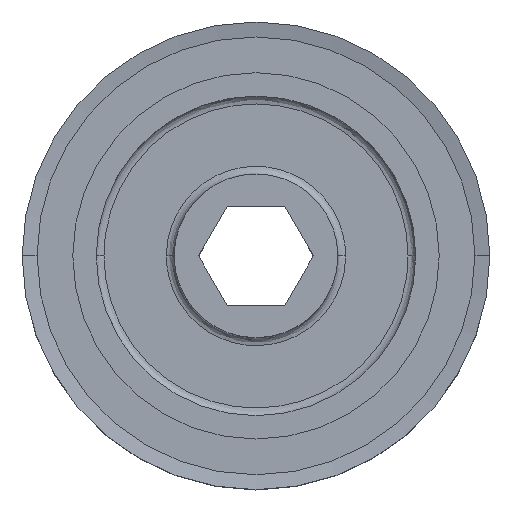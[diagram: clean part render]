
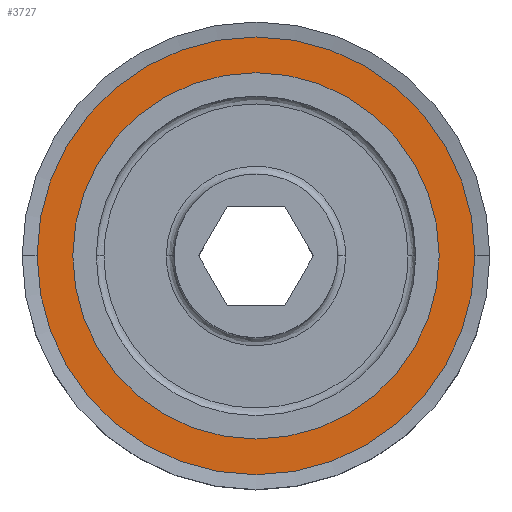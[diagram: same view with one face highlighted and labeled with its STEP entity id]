
A CAD part, top view. The second image highlights one B-rep face of the part: STEP entity #3727.
In plain terms, the highlighted planar face has unit normal (0, 0, 1).
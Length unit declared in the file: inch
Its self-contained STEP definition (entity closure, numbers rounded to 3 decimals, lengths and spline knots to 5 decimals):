
#15 = VERTEX_POINT ( 'NONE', #21631 ) ;
#668 = DIRECTION ( 'NONE',  ( 0., 0., 1. ) ) ;
#745 = DIRECTION ( 'NONE',  ( 1., 0., 0. ) ) ;
#3207 = AXIS2_PLACEMENT_3D ( 'NONE', #11989, #32106, #12309 ) ;
#3727 = ADVANCED_FACE ( 'NONE', ( #10452, #7950 ), #18086, .T. ) ;
#3921 = CARTESIAN_POINT ( 'NONE',  ( 0.9252, 0., 0.41831 ) ) ;
#6827 = AXIS2_PLACEMENT_3D ( 'NONE', #13315, #23454, #745 ) ;
#7950 = FACE_BOUND ( 'NONE', #28475, .T. ) ;
#8033 = CARTESIAN_POINT ( 'NONE',  ( 0., 0., 0.41831 ) ) ;
#9187 = EDGE_LOOP ( 'NONE', ( #21009, #22214 ) ) ;
#10452 = FACE_OUTER_BOUND ( 'NONE', #9187, .T. ) ;
#11013 = VERTEX_POINT ( 'NONE', #25482 ) ;
#11989 = CARTESIAN_POINT ( 'NONE',  ( 0., 0., 0.41831 ) ) ;
#12309 = DIRECTION ( 'NONE',  ( 1., 0., 0. ) ) ;
#13315 = CARTESIAN_POINT ( 'NONE',  ( 0., 0., 0.41831 ) ) ;
#13651 = CARTESIAN_POINT ( 'NONE',  ( 1.10551, 0., 0.41831 ) ) ;
#15056 = ORIENTED_EDGE ( 'NONE', *, *, #19218, .F. ) ;
#15754 = DIRECTION ( 'NONE',  ( 1., 0., 0. ) ) ;
#15941 = EDGE_CURVE ( 'NONE', #17526, #11013, #17536, .T. ) ;
#16904 = CIRCLE ( 'NONE', #6827, 0.9252 ) ;
#17526 = VERTEX_POINT ( 'NONE', #13651 ) ;
#17536 = CIRCLE ( 'NONE', #3207, 1.10551 ) ;
#18086 = PLANE ( 'NONE',  #21932 ) ;
#18161 = DIRECTION ( 'NONE',  ( 1., 0., 0. ) ) ;
#18739 = DIRECTION ( 'NONE',  ( 0., 0., 1. ) ) ;
#19059 = EDGE_CURVE ( 'NONE', #11013, #17526, #26232, .T. ) ;
#19218 = EDGE_CURVE ( 'NONE', #15, #23174, #31600, .T. ) ;
#21009 = ORIENTED_EDGE ( 'NONE', *, *, #15941, .T. ) ;
#21631 = CARTESIAN_POINT ( 'NONE',  ( -0.9252, 0., 0.41831 ) ) ;
#21932 = AXIS2_PLACEMENT_3D ( 'NONE', #31541, #18739, #23548 ) ;
#22168 = ORIENTED_EDGE ( 'NONE', *, *, #30452, .F. ) ;
#22214 = ORIENTED_EDGE ( 'NONE', *, *, #19059, .T. ) ;
#22670 = DIRECTION ( 'NONE',  ( 0., 0., 1. ) ) ;
#22893 = CARTESIAN_POINT ( 'NONE',  ( 0., 0., 0.41831 ) ) ;
#23174 = VERTEX_POINT ( 'NONE', #3921 ) ;
#23454 = DIRECTION ( 'NONE',  ( 0., 0., 1. ) ) ;
#23548 = DIRECTION ( 'NONE',  ( 1., 0., 0. ) ) ;
#24167 = AXIS2_PLACEMENT_3D ( 'NONE', #22893, #668, #15754 ) ;
#25482 = CARTESIAN_POINT ( 'NONE',  ( -1.10551, 0., 0.41831 ) ) ;
#26232 = CIRCLE ( 'NONE', #28326, 1.10551 ) ;
#28326 = AXIS2_PLACEMENT_3D ( 'NONE', #8033, #22670, #18161 ) ;
#28475 = EDGE_LOOP ( 'NONE', ( #22168, #15056 ) ) ;
#30452 = EDGE_CURVE ( 'NONE', #23174, #15, #16904, .T. ) ;
#31541 = CARTESIAN_POINT ( 'NONE',  ( 0., 0., 0.41831 ) ) ;
#31600 = CIRCLE ( 'NONE', #24167, 0.9252 ) ;
#32106 = DIRECTION ( 'NONE',  ( 0., 0., 1. ) ) ;
